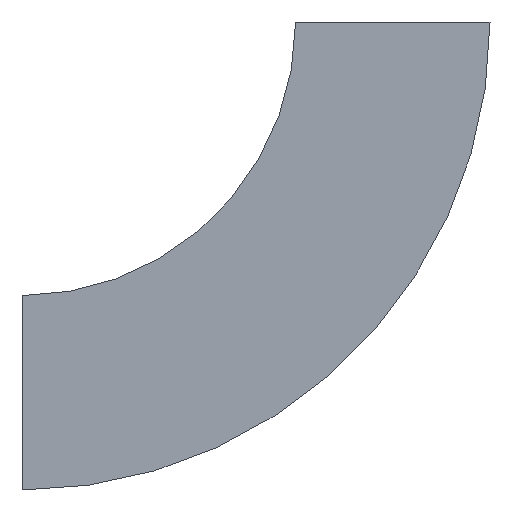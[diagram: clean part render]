
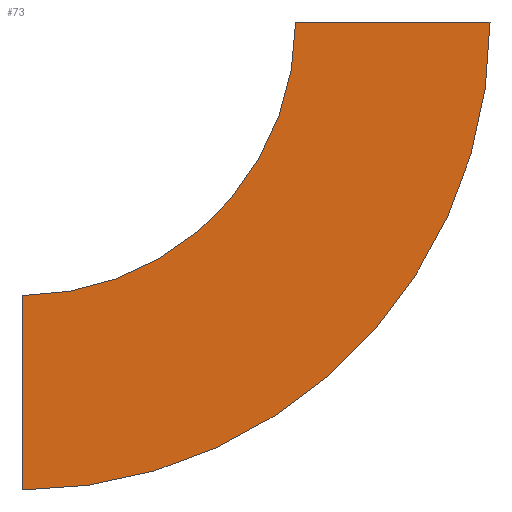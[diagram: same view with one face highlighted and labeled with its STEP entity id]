
A CAD part, front view. The second image highlights one B-rep face of the part: STEP entity #73.
In plain terms, the highlighted planar face has unit normal (0, -1, 0).
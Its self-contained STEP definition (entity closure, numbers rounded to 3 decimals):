
#15 = LINE ( 'NONE', #162, #536 ) ;
#39 = ORIENTED_EDGE ( 'NONE', *, *, #62, .F. ) ;
#40 = DIRECTION ( 'NONE',  ( 0., -1., 0. ) ) ;
#62 = EDGE_CURVE ( 'NONE', #155, #341, #159, .T. ) ;
#73 = ADVANCED_FACE ( 'NONE', ( #242 ), #226, .T. ) ;
#76 = AXIS2_PLACEMENT_3D ( 'NONE', #114, #817, #622 ) ;
#80 = CARTESIAN_POINT ( 'NONE',  ( 450., 0., 0.1 ) ) ;
#86 = EDGE_CURVE ( 'NONE', #487, #134, #505, .T. ) ;
#87 = ORIENTED_EDGE ( 'NONE', *, *, #551, .T. ) ;
#92 = LINE ( 'NONE', #80, #710 ) ;
#95 = ORIENTED_EDGE ( 'NONE', *, *, #86, .F. ) ;
#97 = EDGE_CURVE ( 'NONE', #155, #693, #92, .T. ) ;
#112 = CARTESIAN_POINT ( 'NONE',  ( -0.1, 0., -770. ) ) ;
#114 = CARTESIAN_POINT ( 'NONE',  ( 0., 0., 0. ) ) ;
#127 = CARTESIAN_POINT ( 'NONE',  ( 450., 0., 0.1 ) ) ;
#134 = VERTEX_POINT ( 'NONE', #664 ) ;
#153 = VECTOR ( 'NONE', #224, 1000. ) ;
#155 = VERTEX_POINT ( 'NONE', #127 ) ;
#159 = LINE ( 'NONE', #587, #782 ) ;
#162 = CARTESIAN_POINT ( 'NONE',  ( -0.1, 0., -450. ) ) ;
#188 = EDGE_LOOP ( 'NONE', ( #526, #95, #87, #337, #349, #384, #39, #863 ) ) ;
#215 = CARTESIAN_POINT ( 'NONE',  ( -0.1, 0., -770. ) ) ;
#224 = DIRECTION ( 'NONE',  ( 0., 0., -1. ) ) ;
#226 = PLANE ( 'NONE',  #640 ) ;
#232 = AXIS2_PLACEMENT_3D ( 'NONE', #613, #40, #681 ) ;
#242 = FACE_OUTER_BOUND ( 'NONE', #188, .T. ) ;
#257 = VECTOR ( 'NONE', #504, 1000. ) ;
#290 = LINE ( 'NONE', #215, #257 ) ;
#301 = DIRECTION ( 'NONE',  ( 0., 0., -1. ) ) ;
#330 = CARTESIAN_POINT ( 'NONE',  ( 450., 0., 0. ) ) ;
#337 = ORIENTED_EDGE ( 'NONE', *, *, #340, .T. ) ;
#340 = EDGE_CURVE ( 'NONE', #689, #897, #290, .T. ) ;
#341 = VERTEX_POINT ( 'NONE', #430 ) ;
#349 = ORIENTED_EDGE ( 'NONE', *, *, #680, .T. ) ;
#384 = ORIENTED_EDGE ( 'NONE', *, *, #788, .F. ) ;
#410 = CARTESIAN_POINT ( 'NONE',  ( 770., 0., 0. ) ) ;
#430 = CARTESIAN_POINT ( 'NONE',  ( 770., 0., 0.1 ) ) ;
#434 = VECTOR ( 'NONE', #582, 1000. ) ;
#443 = DIRECTION ( 'NONE',  ( 1., 0., 0. ) ) ;
#487 = VERTEX_POINT ( 'NONE', #727 ) ;
#504 = DIRECTION ( 'NONE',  ( 1., 0., 0. ) ) ;
#505 = LINE ( 'NONE', #783, #434 ) ;
#511 = DIRECTION ( 'NONE',  ( 0., 0., -1. ) ) ;
#522 = CARTESIAN_POINT ( 'NONE',  ( 0., 0., -770. ) ) ;
#526 = ORIENTED_EDGE ( 'NONE', *, *, #656, .F. ) ;
#536 = VECTOR ( 'NONE', #301, 1000. ) ;
#551 = EDGE_CURVE ( 'NONE', #487, #689, #15, .T. ) ;
#574 = CARTESIAN_POINT ( 'NONE',  ( 0., 0., -450. ) ) ;
#582 = DIRECTION ( 'NONE',  ( 1., 0., 0. ) ) ;
#587 = CARTESIAN_POINT ( 'NONE',  ( 450., 0., 0.1 ) ) ;
#598 = CIRCLE ( 'NONE', #232, 450. ) ;
#613 = CARTESIAN_POINT ( 'NONE',  ( 0., 0., 0. ) ) ;
#622 = DIRECTION ( 'NONE',  ( 0., 0., -1. ) ) ;
#636 = VERTEX_POINT ( 'NONE', #410 ) ;
#640 = AXIS2_PLACEMENT_3D ( 'NONE', #574, #729, #862 ) ;
#656 = EDGE_CURVE ( 'NONE', #134, #693, #598, .T. ) ;
#664 = CARTESIAN_POINT ( 'NONE',  ( 0., 0., -450. ) ) ;
#680 = EDGE_CURVE ( 'Edge10', #897, #636, #870, .T. ) ;
#681 = DIRECTION ( 'NONE',  ( 0., 0., -1. ) ) ;
#689 = VERTEX_POINT ( 'NONE', #112 ) ;
#693 = VERTEX_POINT ( 'NONE', #330 ) ;
#694 = CARTESIAN_POINT ( 'NONE',  ( 770., 0., 0.1 ) ) ;
#710 = VECTOR ( 'NONE', #511, 1000. ) ;
#727 = CARTESIAN_POINT ( 'NONE',  ( -0.1, 0., -450. ) ) ;
#729 = DIRECTION ( 'NONE',  ( 0., -1., 0. ) ) ;
#782 = VECTOR ( 'NONE', #443, 1000. ) ;
#783 = CARTESIAN_POINT ( 'NONE',  ( -0.1, 0., -450. ) ) ;
#788 = EDGE_CURVE ( 'NONE', #341, #636, #910, .T. ) ;
#817 = DIRECTION ( 'NONE',  ( 0., -1., 0. ) ) ;
#862 = DIRECTION ( 'NONE',  ( 0., 0., -1. ) ) ;
#863 = ORIENTED_EDGE ( 'NONE', *, *, #97, .T. ) ;
#870 = CIRCLE ( 'NONE', #76, 770. ) ;
#897 = VERTEX_POINT ( 'NONE', #522 ) ;
#910 = LINE ( 'NONE', #694, #153 ) ;
